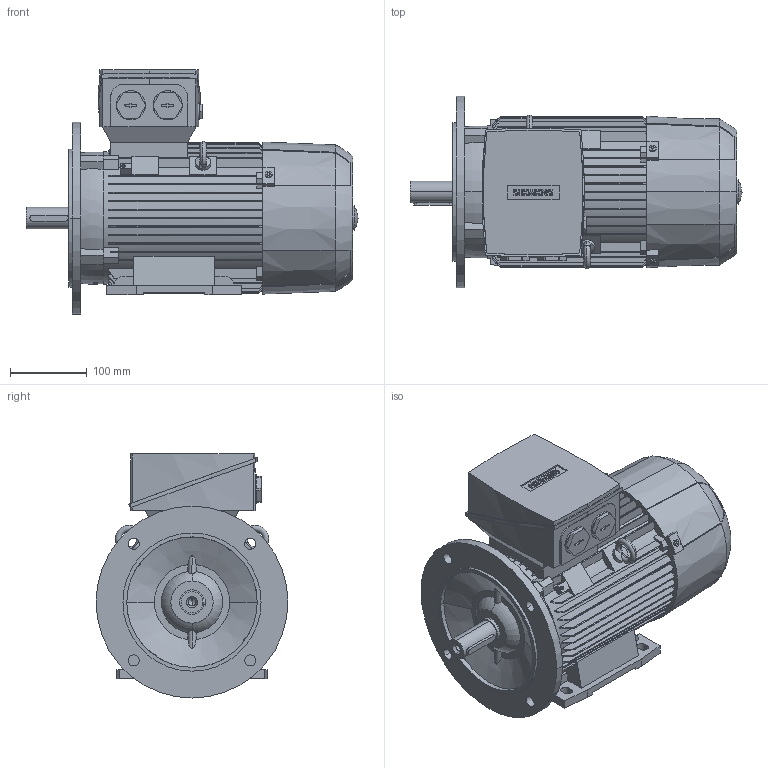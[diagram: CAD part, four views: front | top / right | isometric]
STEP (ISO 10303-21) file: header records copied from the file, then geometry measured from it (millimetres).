
FILE_DESCRIPTION(('STEP AP214'),'1');
FILE_NAME('cctmp_FB8D84DD-CBE0-4C7D-8779-BCDCFC69F30E_2023_06_26_14_39_20_0587..stp','2023-06-26T12:39:21',('SIEMENS A&D'),('CADClick - www.CADClick.com'),'Spatial InterOp 3D',' ','unknown authorization');
FILE_SCHEMA(('AUTOMOTIVE_DESIGN'));
Length unit declared in the file: millimetre
Products named in the file (1): 1
Bounding box: 432.5 x 250 x 318 mm (x, y, z)
Volume: 11830524.5 mm3; surface area: 656515.6 mm2
Topology: 7 solids, 7 shells, 930 faces, 2566 edges, 1687 vertices
Faces by surface type: plane 564, cylinder 214, torus 112, cone 36, sphere 4
Entity records: 41756 total; most frequent: CARTESIAN_POINT 10648, ORIENTED_EDGE 5124, DIRECTION 4710, EDGE_CURVE 2562, VERTEX_POINT 1687, AXIS2_PLACEMENT_3D 1589, LINE 1532, VECTOR 1532
